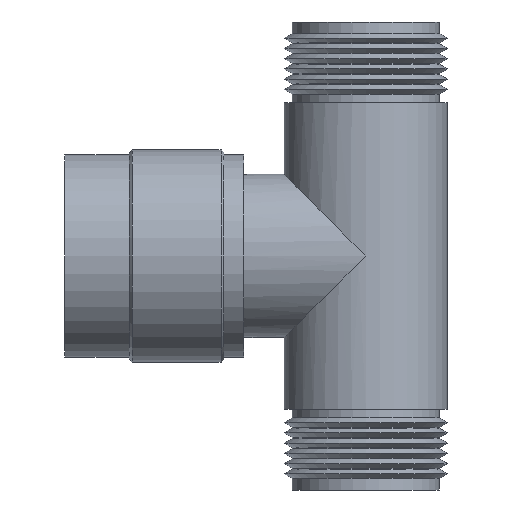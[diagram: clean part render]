
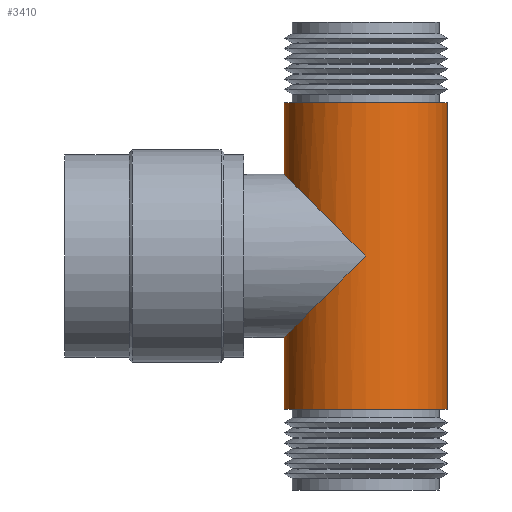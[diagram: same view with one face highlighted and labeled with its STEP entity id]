
A CAD part, front view. The second image highlights one B-rep face of the part: STEP entity #3410.
In plain terms, the highlighted cylindrical face has radius 7.684 mm (diameter 15.367 mm), a partial arc.
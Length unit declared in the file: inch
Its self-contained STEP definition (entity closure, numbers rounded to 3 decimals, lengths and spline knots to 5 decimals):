
#890 = LINE ( 'NONE', #903, #902 ) ;
#892 = CARTESIAN_POINT ( 'NONE',  ( -0.3025, 0., 0.568 ) ) ;
#901 = DIRECTION ( 'NONE',  ( 0., 0., -1. ) ) ;
#902 = VECTOR ( 'NONE', #901, 39.37008 ) ;
#903 = CARTESIAN_POINT ( 'NONE',  ( 0.3025, 0., 0.568 ) ) ;
#909 = CARTESIAN_POINT ( 'NONE',  ( 0.3025, 0., 0.568 ) ) ;
#1267 = VECTOR ( 'NONE', #1284, 39.37008 ) ;
#1268 = CARTESIAN_POINT ( 'NONE',  ( -0.3025, 0., 0.568 ) ) ;
#1269 = LINE ( 'NONE', #1268, #1267 ) ;
#1284 = DIRECTION ( 'NONE',  ( 0., 0., -1. ) ) ;
#1514 = EDGE_CURVE ( 'NONE', #2855, #2849, #2206, .T. ) ;
#1523 = EDGE_CURVE ( 'NONE', #1547, #2400, #1925, .T. ) ;
#1547 = VERTEX_POINT ( 'NONE', #1970 ) ;
#1557 = EDGE_CURVE ( 'NONE', #2378, #1547, #1958, .T. ) ;
#1909 = CARTESIAN_POINT ( 'NONE',  ( -0.3025, 0., 0.3025 ) ) ;
#1910 = CARTESIAN_POINT ( 'NONE',  ( -0.3025, -0.1772, 0.3025 ) ) ;
#1911 = CARTESIAN_POINT ( 'NONE',  ( -0.1772, -0.3025, 0.1772 ) ) ;
#1923 = CARTESIAN_POINT ( 'NONE',  ( 0., -0.3025, 0. ) ) ;
#1925 =( BOUNDED_CURVE ( )  B_SPLINE_CURVE ( 3, ( #1923, #1911, #1910, #1909 ),
 .UNSPECIFIED., .F., .F. ) 
 B_SPLINE_CURVE_WITH_KNOTS ( ( 4, 4 ),
 ( 1.5708, 3.14159 ),
 .UNSPECIFIED. ) 
 CURVE ( )  GEOMETRIC_REPRESENTATION_ITEM ( )  RATIONAL_B_SPLINE_CURVE ( ( 1., 0.805, 0.805, 1. ) ) 
 REPRESENTATION_ITEM ( '' )  );
#1948 = CARTESIAN_POINT ( 'NONE',  ( -0.3025, 0., -0.3025 ) ) ;
#1953 = CARTESIAN_POINT ( 'NONE',  ( 0., -0.3025, 0. ) ) ;
#1954 = CARTESIAN_POINT ( 'NONE',  ( -0.1772, -0.3025, -0.1772 ) ) ;
#1955 = CARTESIAN_POINT ( 'NONE',  ( -0.3025, -0.1772, -0.3025 ) ) ;
#1958 =( BOUNDED_CURVE ( )  B_SPLINE_CURVE ( 3, ( #1948, #1955, #1954, #1953 ),
 .UNSPECIFIED., .F., .T. ) 
 B_SPLINE_CURVE_WITH_KNOTS ( ( 4, 4 ),
 ( 3.14159, 4.71239 ),
 .UNSPECIFIED. ) 
 CURVE ( )  GEOMETRIC_REPRESENTATION_ITEM ( )  RATIONAL_B_SPLINE_CURVE ( ( 1., 0.805, 0.805, 1. ) ) 
 REPRESENTATION_ITEM ( '' )  );
#1970 = CARTESIAN_POINT ( 'NONE',  ( 0., -0.3025, 0. ) ) ;
#2185 = AXIS2_PLACEMENT_3D ( 'NONE', #2213, #2210, #2215 ) ;
#2206 = CIRCLE ( 'NONE', #2185, 0.3025 ) ;
#2210 = DIRECTION ( 'NONE',  ( 0., 0., 1. ) ) ;
#2213 = CARTESIAN_POINT ( 'NONE',  ( 0., 0., 0.568 ) ) ;
#2215 = DIRECTION ( 'NONE',  ( 1., 0., 0. ) ) ;
#2378 = VERTEX_POINT ( 'NONE', #4584 ) ;
#2379 = EDGE_CURVE ( 'NONE', #2378, #3505, #4587, .T. ) ;
#2400 = VERTEX_POINT ( 'NONE', #4654 ) ;
#2500 = EDGE_CURVE ( 'NONE', #2855, #2400, #1269, .T. ) ;
#2779 = VERTEX_POINT ( 'NONE', #5024 ) ;
#2849 = VERTEX_POINT ( 'NONE', #909 ) ;
#2853 = EDGE_CURVE ( 'NONE', #2849, #2779, #890, .T. ) ;
#2855 = VERTEX_POINT ( 'NONE', #892 ) ;
#3192 = ORIENTED_EDGE ( 'NONE', *, *, #1523, .F. ) ;
#3211 = ORIENTED_EDGE ( 'NONE', *, *, #1557, .F. ) ;
#3214 = ORIENTED_EDGE ( 'NONE', *, *, #3215, .T. ) ;
#3215 = EDGE_CURVE ( 'NONE', #3505, #2779, #4915, .T. ) ;
#3224 = ORIENTED_EDGE ( 'NONE', *, *, #2500, .T. ) ;
#3227 = ORIENTED_EDGE ( 'NONE', *, *, #2379, .T. ) ;
#3378 = EDGE_LOOP ( 'NONE', ( #3379, #3393, #3224, #3192, #3211, #3227, #3214 ) ) ;
#3379 = ORIENTED_EDGE ( 'NONE', *, *, #2853, .F. ) ;
#3393 = ORIENTED_EDGE ( 'NONE', *, *, #1514, .F. ) ;
#3410 = ADVANCED_FACE ( 'NONE', ( #3980 ), #3965, .T. ) ;
#3505 = VERTEX_POINT ( 'NONE', #4163 ) ;
#3928 = CARTESIAN_POINT ( 'NONE',  ( 0., 0., 0.568 ) ) ;
#3936 = DIRECTION ( 'NONE',  ( 0., 0., -1. ) ) ;
#3962 = DIRECTION ( 'NONE',  ( -1., 0., 0. ) ) ;
#3964 = AXIS2_PLACEMENT_3D ( 'NONE', #3928, #3936, #3962 ) ;
#3965 = CYLINDRICAL_SURFACE ( 'NONE', #3964, 0.3025 ) ;
#3980 = FACE_OUTER_BOUND ( 'NONE', #3378, .T. ) ;
#4163 = CARTESIAN_POINT ( 'NONE',  ( -0.3025, 0., -0.568 ) ) ;
#4542 = CARTESIAN_POINT ( 'NONE',  ( -0.3025, 0., 0.568 ) ) ;
#4573 = VECTOR ( 'NONE', #4599, 39.37008 ) ;
#4584 = CARTESIAN_POINT ( 'NONE',  ( -0.3025, 0., -0.3025 ) ) ;
#4587 = LINE ( 'NONE', #4542, #4573 ) ;
#4599 = DIRECTION ( 'NONE',  ( 0., 0., -1. ) ) ;
#4654 = CARTESIAN_POINT ( 'NONE',  ( -0.3025, 0., 0.3025 ) ) ;
#4911 = DIRECTION ( 'NONE',  ( 1., 0., 0. ) ) ;
#4912 = DIRECTION ( 'NONE',  ( 0., 0., 1. ) ) ;
#4913 = CARTESIAN_POINT ( 'NONE',  ( 0., 0., -0.568 ) ) ;
#4914 = AXIS2_PLACEMENT_3D ( 'NONE', #4913, #4912, #4911 ) ;
#4915 = CIRCLE ( 'NONE', #4914, 0.3025 ) ;
#5024 = CARTESIAN_POINT ( 'NONE',  ( 0.3025, 0., -0.568 ) ) ;
